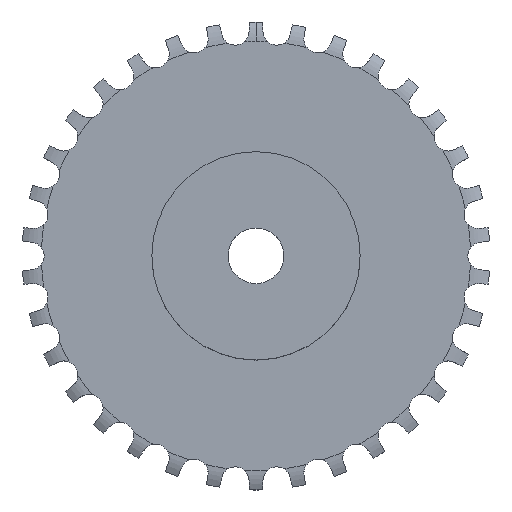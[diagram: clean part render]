
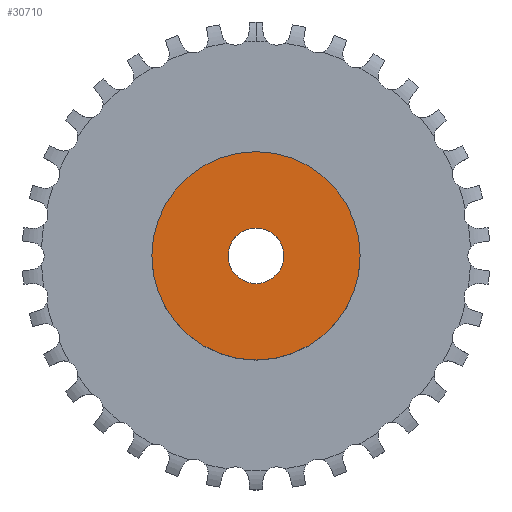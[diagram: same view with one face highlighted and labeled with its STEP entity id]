
A CAD part, top view. The second image highlights one B-rep face of the part: STEP entity #30710.
In plain terms, the highlighted planar face has unit normal (0, 0, 1).
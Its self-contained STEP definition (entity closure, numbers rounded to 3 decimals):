
#5126 = CYLINDRICAL_SURFACE('',#5127,4.);
#5127 = AXIS2_PLACEMENT_3D('',#5128,#5129,#5130);
#5128 = CARTESIAN_POINT('',(0.,0.,97.424));
#5129 = DIRECTION('',(0.,0.,1.));
#5130 = DIRECTION('',(1.,0.,-0.));
#8937 = CYLINDRICAL_SURFACE('',#8938,15.);
#8938 = AXIS2_PLACEMENT_3D('',#8939,#8940,#8941);
#8939 = CARTESIAN_POINT('',(0.,0.,0.));
#8940 = DIRECTION('',(-0.,-0.,-1.));
#8941 = DIRECTION('',(1.,0.,0.));
#24768 = EDGE_CURVE('',#24769,#24769,#24771,.T.);
#24769 = VERTEX_POINT('',#24770);
#24770 = CARTESIAN_POINT('',(4.,0.,13.7));
#24771 = SURFACE_CURVE('',#24772,(#24777,#24784),.PCURVE_S1.);
#24772 = CIRCLE('',#24773,4.);
#24773 = AXIS2_PLACEMENT_3D('',#24774,#24775,#24776);
#24774 = CARTESIAN_POINT('',(0.,0.,13.7));
#24775 = DIRECTION('',(0.,0.,1.));
#24776 = DIRECTION('',(1.,0.,-0.));
#24777 = PCURVE('',#5126,#24778);
#24778 = DEFINITIONAL_REPRESENTATION('',(#24779),#24783);
#24779 = LINE('',#24780,#24781);
#24780 = CARTESIAN_POINT('',(0.,-83.724));
#24781 = VECTOR('',#24782,1.);
#24782 = DIRECTION('',(1.,0.));
#24783 = ( GEOMETRIC_REPRESENTATION_CONTEXT(2) 
PARAMETRIC_REPRESENTATION_CONTEXT() REPRESENTATION_CONTEXT('2D SPACE',''
  ) );
#24784 = PCURVE('',#24785,#24790);
#24785 = PLANE('',#24786);
#24786 = AXIS2_PLACEMENT_3D('',#24787,#24788,#24789);
#24787 = CARTESIAN_POINT('',(0.,0.,13.7));
#24788 = DIRECTION('',(-0.,0.,1.));
#24789 = DIRECTION('',(0.,-1.,0.));
#24790 = DEFINITIONAL_REPRESENTATION('',(#24791),#24795);
#24791 = CIRCLE('',#24792,4.);
#24792 = AXIS2_PLACEMENT_2D('',#24793,#24794);
#24793 = CARTESIAN_POINT('',(0.,0.));
#24794 = DIRECTION('',(0.,1.));
#24795 = ( GEOMETRIC_REPRESENTATION_CONTEXT(2) 
PARAMETRIC_REPRESENTATION_CONTEXT() REPRESENTATION_CONTEXT('2D SPACE',''
  ) );
#28653 = VERTEX_POINT('',#28654);
#28654 = CARTESIAN_POINT('',(15.,0.,13.7));
#28675 = EDGE_CURVE('',#28653,#28653,#28676,.T.);
#28676 = SURFACE_CURVE('',#28677,(#28682,#28689),.PCURVE_S1.);
#28677 = CIRCLE('',#28678,15.);
#28678 = AXIS2_PLACEMENT_3D('',#28679,#28680,#28681);
#28679 = CARTESIAN_POINT('',(0.,0.,13.7));
#28680 = DIRECTION('',(0.,0.,1.));
#28681 = DIRECTION('',(1.,0.,0.));
#28682 = PCURVE('',#8937,#28683);
#28683 = DEFINITIONAL_REPRESENTATION('',(#28684),#28688);
#28684 = LINE('',#28685,#28686);
#28685 = CARTESIAN_POINT('',(-0.,-13.7));
#28686 = VECTOR('',#28687,1.);
#28687 = DIRECTION('',(-1.,0.));
#28688 = ( GEOMETRIC_REPRESENTATION_CONTEXT(2) 
PARAMETRIC_REPRESENTATION_CONTEXT() REPRESENTATION_CONTEXT('2D SPACE',''
  ) );
#28689 = PCURVE('',#24785,#28690);
#28690 = DEFINITIONAL_REPRESENTATION('',(#28691),#28695);
#28691 = CIRCLE('',#28692,15.);
#28692 = AXIS2_PLACEMENT_2D('',#28693,#28694);
#28693 = CARTESIAN_POINT('',(0.,0.));
#28694 = DIRECTION('',(0.,1.));
#28695 = ( GEOMETRIC_REPRESENTATION_CONTEXT(2) 
PARAMETRIC_REPRESENTATION_CONTEXT() REPRESENTATION_CONTEXT('2D SPACE',''
  ) );
#30710 = ADVANCED_FACE('',(#30711,#30714),#24785,.T.);
#30711 = FACE_BOUND('',#30712,.T.);
#30712 = EDGE_LOOP('',(#30713));
#30713 = ORIENTED_EDGE('',*,*,#28675,.T.);
#30714 = FACE_BOUND('',#30715,.T.);
#30715 = EDGE_LOOP('',(#30716));
#30716 = ORIENTED_EDGE('',*,*,#24768,.F.);
